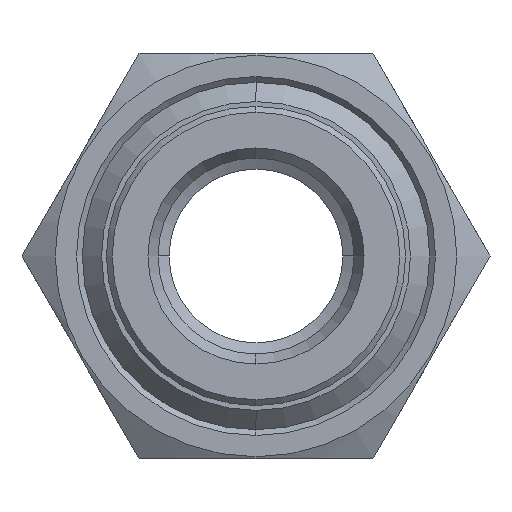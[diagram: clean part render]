
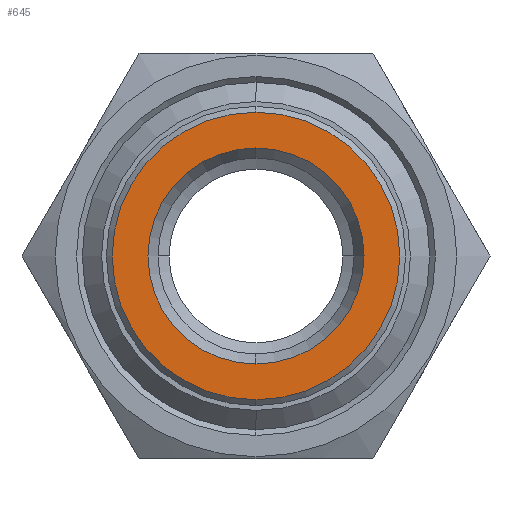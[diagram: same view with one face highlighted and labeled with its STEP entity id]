
A CAD part, front view. The second image highlights one B-rep face of the part: STEP entity #645.
In plain terms, the highlighted planar face has unit normal (0, -1, 0).
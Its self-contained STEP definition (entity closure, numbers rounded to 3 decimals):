
#108 = VERTEX_POINT ( 'NONE', #1135 ) ;
#120 = EDGE_CURVE ( 'NONE', #108, #121, #1039, .T. ) ;
#121 = VERTEX_POINT ( 'NONE', #1035 ) ;
#134 = EDGE_CURVE ( 'NONE', #135, #141, #1021, .T. ) ;
#135 = VERTEX_POINT ( 'NONE', #1016 ) ;
#141 = VERTEX_POINT ( 'NONE', #1000 ) ;
#642 = EDGE_CURVE ( 'NONE', #121, #108, #2207, .T. ) ;
#645 = ADVANCED_FACE ( 'NONE', ( #2208, #2235 ), #2234, .T. ) ;
#646 = EDGE_LOOP ( 'NONE', ( #647, #648 ) ) ;
#647 = ORIENTED_EDGE ( 'NONE', *, *, #134, .T. ) ;
#648 = ORIENTED_EDGE ( 'NONE', *, *, #649, .T. ) ;
#649 = EDGE_CURVE ( 'NONE', #141, #135, #2110, .T. ) ;
#650 = EDGE_LOOP ( 'NONE', ( #651, #652 ) ) ;
#651 = ORIENTED_EDGE ( 'NONE', *, *, #120, .F. ) ;
#652 = ORIENTED_EDGE ( 'NONE', *, *, #642, .F. ) ;
#1000 = CARTESIAN_POINT ( 'NONE',  ( 0., -19.303, -5.6 ) ) ;
#1016 = CARTESIAN_POINT ( 'NONE',  ( 0., -19.303, 5.6 ) ) ;
#1017 = DIRECTION ( 'NONE',  ( 0., 0., -1. ) ) ;
#1018 = DIRECTION ( 'NONE',  ( 0., 1., 0. ) ) ;
#1019 = CARTESIAN_POINT ( 'NONE',  ( 0., -19.303, 0. ) ) ;
#1020 = AXIS2_PLACEMENT_3D ( 'NONE', #1019, #1018, #1017 ) ;
#1021 = CIRCLE ( 'NONE', #1020, 5.6 ) ;
#1035 = CARTESIAN_POINT ( 'NONE',  ( 0., -19.303, 7.45 ) ) ;
#1036 = DIRECTION ( 'NONE',  ( 0., 0., -1. ) ) ;
#1037 = DIRECTION ( 'NONE',  ( 0., 1., 0. ) ) ;
#1038 = AXIS2_PLACEMENT_3D ( 'NONE', #1117, #1037, #1036 ) ;
#1039 = CIRCLE ( 'NONE', #1038, 7.45 ) ;
#1117 = CARTESIAN_POINT ( 'NONE',  ( 0., -19.303, 0. ) ) ;
#1135 = CARTESIAN_POINT ( 'NONE',  ( 0., -19.303, -7.45 ) ) ;
#2106 = DIRECTION ( 'NONE',  ( 0., 0., -1. ) ) ;
#2107 = DIRECTION ( 'NONE',  ( 0., 1., 0. ) ) ;
#2108 = CARTESIAN_POINT ( 'NONE',  ( 0., -19.303, 0. ) ) ;
#2109 = AXIS2_PLACEMENT_3D ( 'NONE', #2108, #2107, #2106 ) ;
#2110 = CIRCLE ( 'NONE', #2109, 5.6 ) ;
#2172 = DIRECTION ( 'NONE',  ( 0., 0., 1. ) ) ;
#2173 = DIRECTION ( 'NONE',  ( 0., -1., 0. ) ) ;
#2174 = CARTESIAN_POINT ( 'NONE',  ( 0., -19.303, 0. ) ) ;
#2175 = AXIS2_PLACEMENT_3D ( 'NONE', #2174, #2173, #2172 ) ;
#2200 = CARTESIAN_POINT ( 'NONE',  ( 0., -19.303, 0. ) ) ;
#2205 = DIRECTION ( 'NONE',  ( 0., 1., 0. ) ) ;
#2206 = AXIS2_PLACEMENT_3D ( 'NONE', #2200, #2205, #2236 ) ;
#2207 = CIRCLE ( 'NONE', #2206, 7.45 ) ;
#2208 = FACE_BOUND ( 'NONE', #646, .T. ) ;
#2234 = PLANE ( 'NONE',  #2175 ) ;
#2235 = FACE_OUTER_BOUND ( 'NONE', #650, .T. ) ;
#2236 = DIRECTION ( 'NONE',  ( 0., 0., -1. ) ) ;
